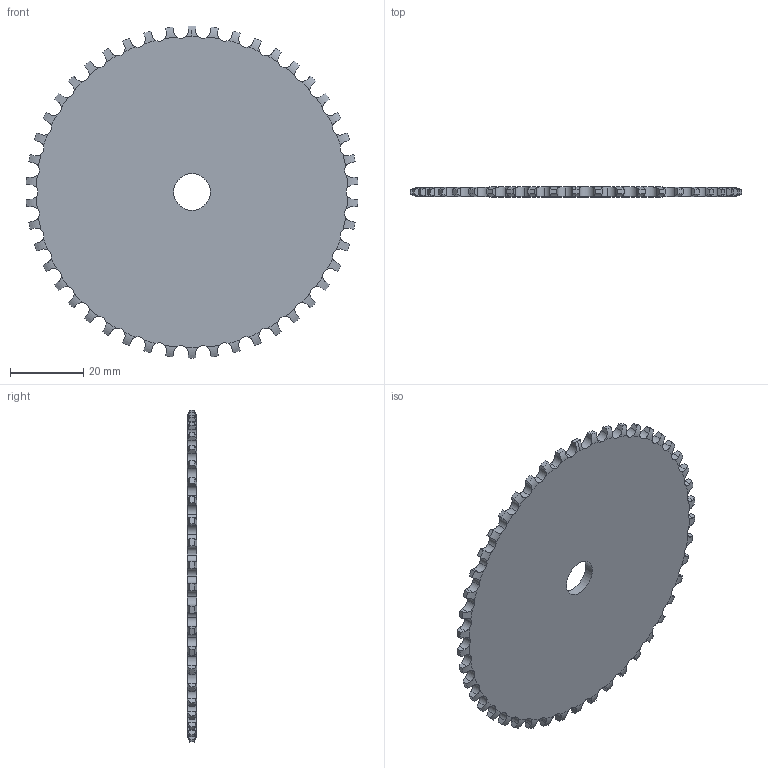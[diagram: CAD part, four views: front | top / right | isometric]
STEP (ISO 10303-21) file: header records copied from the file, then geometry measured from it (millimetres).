
FILE_DESCRIPTION(('FreeCAD Model'),'2;1');
FILE_NAME('Open CASCADE Shape Model','2022-01-09T09:04:22',('FreeCAD'),( 'FreeCAD'),'Open CASCADE STEP processor 7.4','FreeCAD','Unknown');
FILE_SCHEMA(('AUTOMOTIVE_DESIGN { 1 0 10303 214 1 1 1 1 }'));
Length unit declared in the file: millimetre
Products named in the file (1): Open CASCADE STEP translator 7.4 39
Bounding box: 90.3 x 2.6 x 90.4 mm (x, y, z)
Volume: 15011.9 mm3; surface area: 12765.5 mm2
Topology: 1 solids, 1 shells, 327 faces, 1067 edges, 742 vertices
Faces by surface type: cylinder 231, revolution 94, plane 2
Full cylindrical faces by diameter (mm): 10 x1
Entity records: 39011 total; most frequent: CARTESIAN_POINT 19839, DIRECTION 3128, ORIENTED_EDGE 2134, PCURVE 2134, DEFINITIONAL_REPRESENTATION 2134, LINE 1257, VECTOR 1257, B_SPLINE_CURVE_WITH_KNOTS 1104
